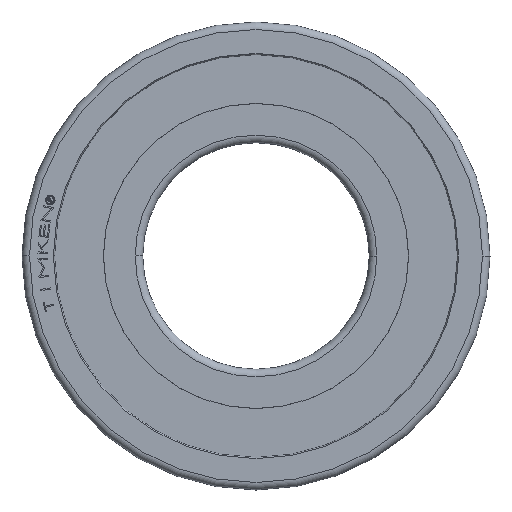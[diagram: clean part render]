
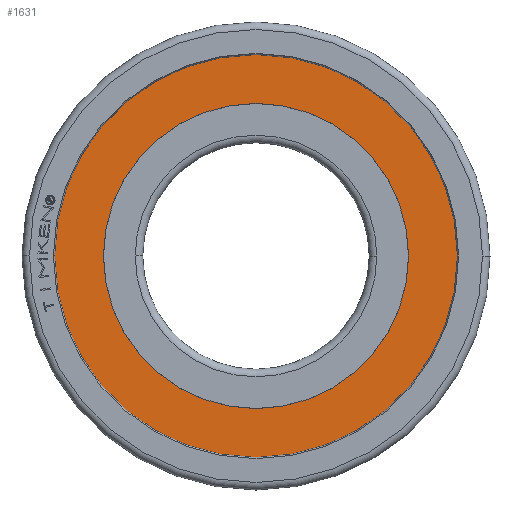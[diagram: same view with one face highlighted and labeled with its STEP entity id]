
A CAD part, left-side view. The second image highlights one B-rep face of the part: STEP entity #1631.
In plain terms, the highlighted planar face has unit normal (-1, 0, 0).
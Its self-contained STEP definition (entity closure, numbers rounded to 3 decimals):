
#1631=ADVANCED_FACE('',(#3331,#3332),#3333,.T.);
#3331=FACE_OUTER_BOUND('',#5023,.T.);
#3332=FACE_BOUND('',#5024,.T.);
#3333=PLANE('',#5025);
#5023=EDGE_LOOP('',(#10317,#10318));
#5024=EDGE_LOOP('',(#10319,#10320));
#5025=AXIS2_PLACEMENT_3D('',#10321,#10322,#10323);
#10317=ORIENTED_EDGE('',*,*,#10333,.F.);
#10318=ORIENTED_EDGE('',*,*,#10497,.F.);
#10319=ORIENTED_EDGE('',*,*,#12435,.T.);
#10320=ORIENTED_EDGE('',*,*,#10503,.T.);
#10321=CARTESIAN_POINT('',(-7.36,23.521,0.));
#10322=DIRECTION('',(-1.0,0.,0.));
#10323=DIRECTION('',(0.,1.0,0.));
#10333=EDGE_CURVE('',#12451,#12453,#12454,.T.);
#10497=EDGE_CURVE('',#12453,#12451,#12746,.T.);
#10503=EDGE_CURVE('',#12754,#12751,#12755,.T.);
#12435=EDGE_CURVE('',#12751,#12754,#15600,.T.);
#12451=VERTEX_POINT('',#15616);
#12453=VERTEX_POINT('',#15618);
#12454=CIRCLE('',#15619,26.832);
#12746=CIRCLE('',#16807,26.832);
#12751=VERTEX_POINT('',#16812);
#12754=VERTEX_POINT('',#16816);
#12755=CIRCLE('',#16817,20.21);
#15600=CIRCLE('',#24265,20.21);
#15616=CARTESIAN_POINT('',(-7.36,26.832,0.));
#15618=CARTESIAN_POINT('',(-7.36,-26.832,0.));
#15619=AXIS2_PLACEMENT_3D('',#24286,#24287,#24288);
#16807=AXIS2_PLACEMENT_3D('',#24487,#24488,#24489);
#16812=CARTESIAN_POINT('',(-7.36,20.21,0.));
#16816=CARTESIAN_POINT('',(-7.36,-20.21,0.));
#16817=AXIS2_PLACEMENT_3D('',#24497,#24498,#24499);
#24265=AXIS2_PLACEMENT_3D('',#26089,#26090,#26091);
#24286=CARTESIAN_POINT('',(-7.36,0.,0.));
#24287=DIRECTION('',(1.0,0.,0.));
#24288=DIRECTION('',(0.,1.0,0.));
#24487=CARTESIAN_POINT('',(-7.36,0.,0.));
#24488=DIRECTION('',(1.0,0.,0.));
#24489=DIRECTION('',(0.,1.0,0.));
#24497=CARTESIAN_POINT('',(-7.36,0.,0.));
#24498=DIRECTION('',(1.0,0.,0.));
#24499=DIRECTION('',(0.,1.0,0.));
#26089=CARTESIAN_POINT('',(-7.36,0.,0.));
#26090=DIRECTION('',(1.0,0.,0.));
#26091=DIRECTION('',(0.,1.0,0.));
